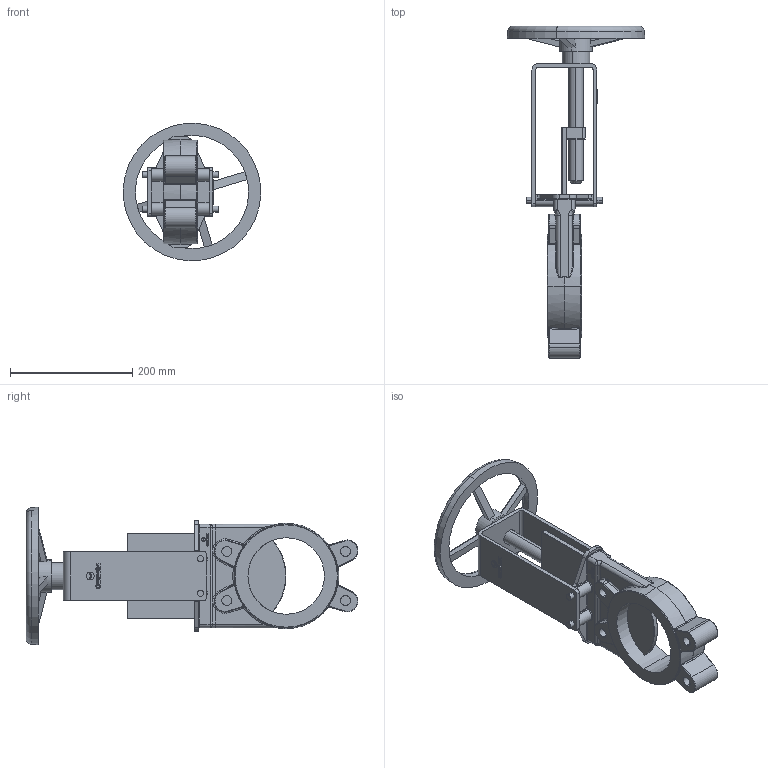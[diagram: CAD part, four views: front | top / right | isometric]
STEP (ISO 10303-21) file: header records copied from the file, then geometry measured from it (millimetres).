
FILE_DESCRIPTION (( 'STEP AP214' ), '1' );
FILE_NAME ('EB125_acci._volante HNA.STEP', '2008-11-17T14:47:37', ( 'user' ), ( '' ), 'SwSTEP 2.0', 'SolidWorks 2007', '' );
FILE_SCHEMA (( 'AUTOMOTIVE_DESIGN' ));
Length unit declared in the file: millimetre
Products named in the file (3): cuerpoEB125_volante_Predeterminado; EB125_acci._volante HNA; volante125_Predeterminado
Assembly tree (2 placements, depth 2):
  EB125_acci._volante HNA
    volante125_Predeterminado
    cuerpoEB125_volante_Predeterminado
Bounding box: 224.61 x 542.26 x 224.61 mm (x, y, z)
Volume: 2124157.2 mm3; surface area: 366336.4 mm2
Topology: 2 solids, 6 shells, 956 faces, 2431 edges, 1516 vertices
Faces by surface type: plane 549, cylinder 193, bspline 114, torus 66, sphere 24, cone 10
Entity records: 32227 total; most frequent: CARTESIAN_POINT 9956, ORIENTED_EDGE 4786, DIRECTION 4322, EDGE_CURVE 2393, VECTOR 1546, LINE 1546, VERTEX_POINT 1516, AXIS2_PLACEMENT_3D 1388
